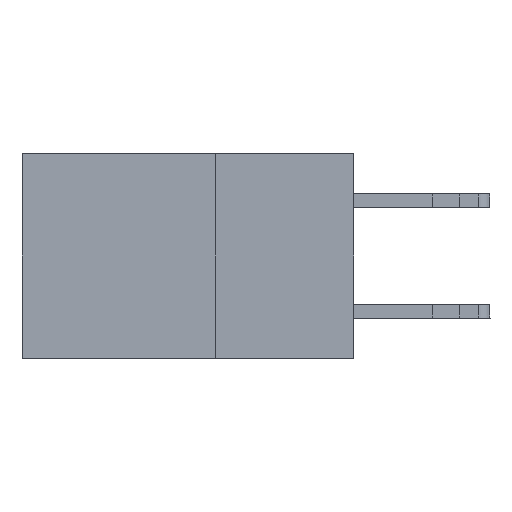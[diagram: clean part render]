
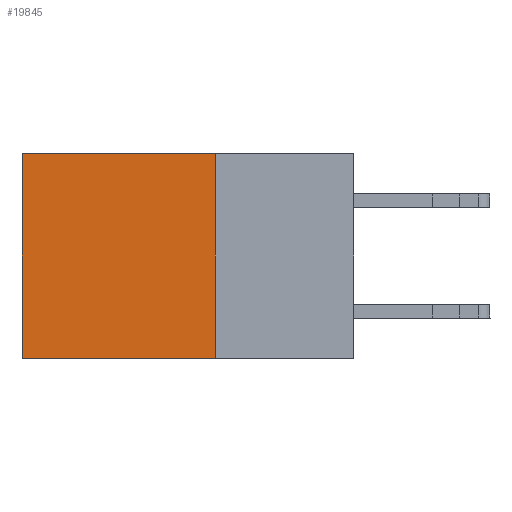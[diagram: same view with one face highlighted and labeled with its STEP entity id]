
A CAD part, left-side view. The second image highlights one B-rep face of the part: STEP entity #19845.
In plain terms, the highlighted planar face has unit normal (-1, 0, 0).
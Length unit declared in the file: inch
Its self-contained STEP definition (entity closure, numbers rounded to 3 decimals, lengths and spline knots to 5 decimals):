
#596 = DIRECTION ( 'NONE',  ( 0., 1., 0. ) ) ;
#2363 = VERTEX_POINT ( 'NONE', #15209 ) ;
#2548 = LINE ( 'NONE', #19754, #21814 ) ;
#3509 = LINE ( 'NONE', #13420, #3690 ) ;
#3621 = AXIS2_PLACEMENT_3D ( 'NONE', #31643, #31798, #24671 ) ;
#3690 = VECTOR ( 'NONE', #21816, 39.37008 ) ;
#3923 = VERTEX_POINT ( 'NONE', #6576 ) ;
#5527 = ORIENTED_EDGE ( 'NONE', *, *, #10117, .F. ) ;
#6576 = CARTESIAN_POINT ( 'NONE',  ( 0.2875, 0.25, -0.37 ) ) ;
#7335 = ORIENTED_EDGE ( 'NONE', *, *, #23225, .T. ) ;
#9601 = CARTESIAN_POINT ( 'NONE',  ( 0.2875, 0.25, 0. ) ) ;
#10117 = EDGE_CURVE ( 'NONE', #3923, #2363, #29232, .T. ) ;
#10209 = ORIENTED_EDGE ( 'NONE', *, *, #28316, .F. ) ;
#10349 = EDGE_LOOP ( 'NONE', ( #7335, #5527, #10209, #29168 ) ) ;
#13420 = CARTESIAN_POINT ( 'NONE',  ( 0.2875, 0.6, 0. ) ) ;
#14822 = LINE ( 'NONE', #25003, #27135 ) ;
#15209 = CARTESIAN_POINT ( 'NONE',  ( 0.2875, 0.6, -0.37 ) ) ;
#16904 = FACE_OUTER_BOUND ( 'NONE', #10349, .T. ) ;
#17717 = CARTESIAN_POINT ( 'NONE',  ( 0.2875, 0.6, 0. ) ) ;
#19754 = CARTESIAN_POINT ( 'NONE',  ( 0.2875, 0.25, 0. ) ) ;
#19845 = ADVANCED_FACE ( 'NONE', ( #16904 ), #21908, .F. ) ;
#21814 = VECTOR ( 'NONE', #596, 39.37008 ) ;
#21816 = DIRECTION ( 'NONE',  ( 0., 0., -1. ) ) ;
#21908 = PLANE ( 'NONE',  #3621 ) ;
#21947 = DIRECTION ( 'NONE',  ( 0., 1., 0. ) ) ;
#23039 = EDGE_CURVE ( 'NONE', #25833, #27170, #2548, .T. ) ;
#23225 = EDGE_CURVE ( 'NONE', #27170, #2363, #3509, .T. ) ;
#24671 = DIRECTION ( 'NONE',  ( 0., 0., -1. ) ) ;
#25003 = CARTESIAN_POINT ( 'NONE',  ( 0.2875, 0.25, 0. ) ) ;
#25833 = VERTEX_POINT ( 'NONE', #9601 ) ;
#27135 = VECTOR ( 'NONE', #27276, 39.37008 ) ;
#27170 = VERTEX_POINT ( 'NONE', #17717 ) ;
#27276 = DIRECTION ( 'NONE',  ( 0., 0., -1. ) ) ;
#28316 = EDGE_CURVE ( 'NONE', #25833, #3923, #14822, .T. ) ;
#29168 = ORIENTED_EDGE ( 'NONE', *, *, #23039, .T. ) ;
#29232 = LINE ( 'NONE', #29553, #31808 ) ;
#29553 = CARTESIAN_POINT ( 'NONE',  ( 0.2875, 0.25, -0.37 ) ) ;
#31643 = CARTESIAN_POINT ( 'NONE',  ( 0.2875, 0.25, 0. ) ) ;
#31798 = DIRECTION ( 'NONE',  ( 1., 0., 0. ) ) ;
#31808 = VECTOR ( 'NONE', #21947, 39.37008 ) ;
